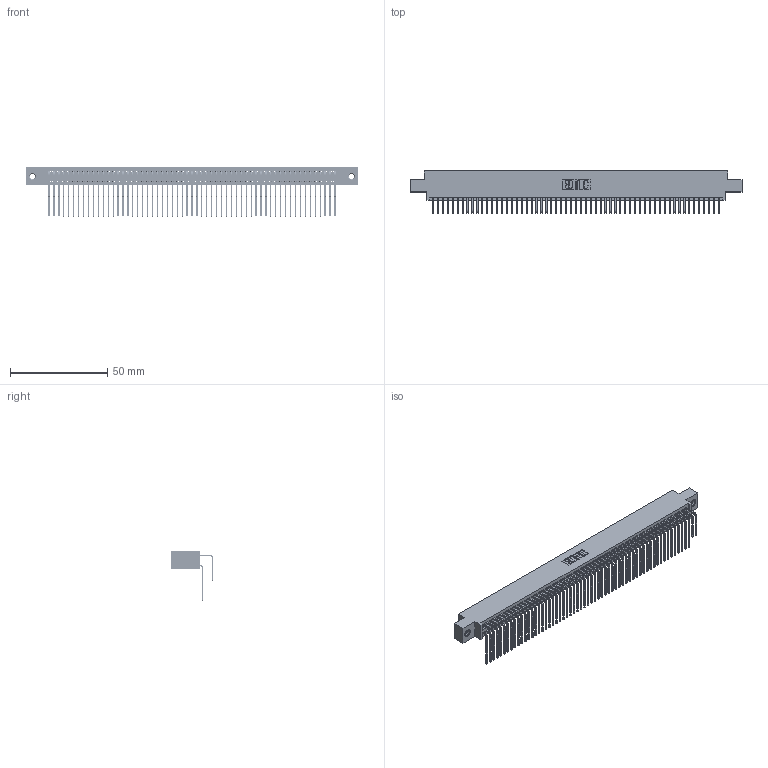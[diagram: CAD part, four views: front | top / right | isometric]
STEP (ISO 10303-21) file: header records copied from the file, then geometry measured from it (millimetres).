
FILE_DESCRIPTION (( 'STEP AP203' ), '1' );
FILE_NAME ('845-118-558-807.STEP', '2018-11-20T23:20:48', ( '' ), ( '' ), 'SwSTEP 2.0', 'SolidWorks 2016', '' );
FILE_SCHEMA (( 'CONFIG_CONTROL_DESIGN' ));
Length unit declared in the file: inch
Products named in the file (5): 845 Part_0.170 Offset - 0.156 Dia-TI; 345-292-001_558 559 Tail - 1; 345-292-001_558 Tail - 2; 345-250-001_345-250-005-103; 845-118-558-807
Assembly tree (121 placements, depth 2):
  845-118-558-807
    845 Part_0.170 Offset - 0.156 Dia-TI
    345-292-001_558 559 Tail - 1  x59
    345-292-001_558 Tail - 2  x59
    345-250-001_345-250-005-103  x2
Bounding box: 171.07 x 21.83 x 25.53 mm (x, y, z)
Volume: 17329.4 mm3; surface area: 29317.3 mm2
Topology: 121 solids, 121 shells, 6326 faces, 18779 edges, 12354 vertices
Faces by surface type: plane 4246, cylinder 2064, cone 12, torus 4
Entity records: 46974 total; most frequent: CARTESIAN_POINT 7886, ORIENTED_EDGE 7762, DIRECTION 6931, EDGE_CURVE 3881, LINE 3453, VECTOR 3453, VERTEX_POINT 2580, AXIS2_PLACEMENT_3D 1739
